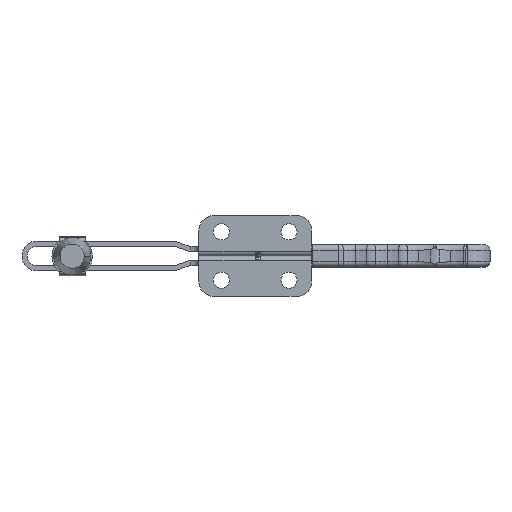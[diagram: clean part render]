
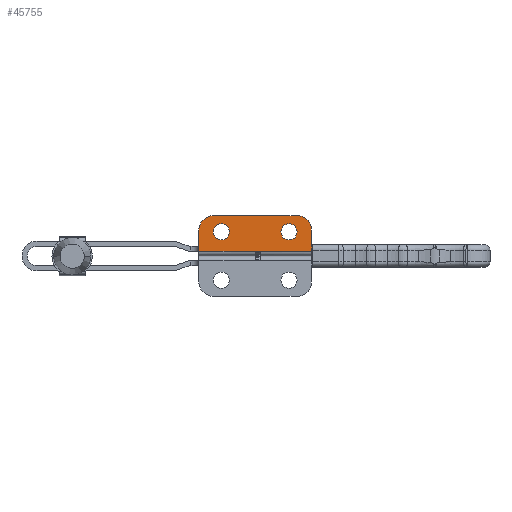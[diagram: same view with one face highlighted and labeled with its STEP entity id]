
A CAD part, front view. The second image highlights one B-rep face of the part: STEP entity #45755.
In plain terms, the highlighted planar face has unit normal (0, -1, 0).
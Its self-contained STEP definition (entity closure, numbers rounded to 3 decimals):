
#3 = EDGE_CURVE ( 'NONE', #20141, #5, #48538, .T. ) ;
#5 = VERTEX_POINT ( 'NONE', #48531 ) ;
#3352 = CARTESIAN_POINT ( 'NONE',  ( 56., 0., 10. ) ) ;
#20141 = VERTEX_POINT ( 'NONE', #3352 ) ;
#42633 = VERTEX_POINT ( 'NONE', #61262 ) ;
#44353 = EDGE_CURVE ( 'NONE', #42633, #88649, #65505, .T. ) ;
#44389 = ORIENTED_EDGE ( 'NONE', *, *, #44353, .T. ) ;
#44512 = VERTEX_POINT ( 'NONE', #66026 ) ;
#44697 = VERTEX_POINT ( 'NONE', #68042 ) ;
#44791 = ORIENTED_EDGE ( 'NONE', *, *, #45728, .F. ) ;
#45198 = VERTEX_POINT ( 'NONE', #70336 ) ;
#45355 = EDGE_LOOP ( 'NONE', ( #44389, #45778, #46061, #44791, #46030, #45667 ) ) ;
#45498 = EDGE_CURVE ( 'NONE', #45198, #44697, #72013, .T. ) ;
#45621 = EDGE_LOOP ( 'NONE', ( #46487, #46617 ) ) ;
#45667 = ORIENTED_EDGE ( 'NONE', *, *, #45932, .F. ) ;
#45728 = EDGE_CURVE ( 'NONE', #44697, #44512, #72875, .T. ) ;
#45755 = ADVANCED_FACE ( 'NONE', ( #73096, #73094, #73102 ), #73080, .F. ) ;
#45778 = ORIENTED_EDGE ( 'NONE', *, *, #88989, .T. ) ;
#45842 = EDGE_CURVE ( 'NONE', #44512, #89016, #73458, .T. ) ;
#45932 = EDGE_CURVE ( 'NONE', #42633, #45198, #73580, .T. ) ;
#45962 = EDGE_CURVE ( 'NONE', #88240, #88390, #73748, .T. ) ;
#46030 = ORIENTED_EDGE ( 'NONE', *, *, #45498, .F. ) ;
#46061 = ORIENTED_EDGE ( 'NONE', *, *, #45842, .F. ) ;
#46474 = EDGE_LOOP ( 'NONE', ( #46542, #46489 ) ) ;
#46487 = ORIENTED_EDGE ( 'NONE', *, *, #88955, .T. ) ;
#46489 = ORIENTED_EDGE ( 'NONE', *, *, #46749, .T. ) ;
#46542 = ORIENTED_EDGE ( 'NONE', *, *, #3, .T. ) ;
#46617 = ORIENTED_EDGE ( 'NONE', *, *, #45962, .T. ) ;
#46749 = EDGE_CURVE ( 'NONE', #5, #20141, #77326, .T. ) ;
#48531 = CARTESIAN_POINT ( 'NONE',  ( 56., 0., 20. ) ) ;
#48534 = DIRECTION ( 'NONE',  ( 0., 0., 1. ) ) ;
#48535 = DIRECTION ( 'NONE',  ( 0., 1., 0. ) ) ;
#48536 = CARTESIAN_POINT ( 'NONE',  ( 56., 0., 15. ) ) ;
#48537 = AXIS2_PLACEMENT_3D ( 'NONE', #48536, #48535, #48534 ) ;
#48538 = CIRCLE ( 'NONE', #48537, 5. ) ;
#61262 = CARTESIAN_POINT ( 'NONE',  ( 0., 0., 16. ) ) ;
#65465 = CARTESIAN_POINT ( 'NONE',  ( 0., 0., 3. ) ) ;
#65505 = LINE ( 'NONE', #65465, #65583 ) ;
#65582 = DIRECTION ( 'NONE',  ( 0., 0., -1. ) ) ;
#65583 = VECTOR ( 'NONE', #65582, 1000. ) ;
#66026 = CARTESIAN_POINT ( 'NONE',  ( 70., 0., 16. ) ) ;
#68042 = CARTESIAN_POINT ( 'NONE',  ( 61., 0., 25. ) ) ;
#70336 = CARTESIAN_POINT ( 'NONE',  ( 9., 0., 25. ) ) ;
#72007 = DIRECTION ( 'NONE',  ( 1., 0., 0. ) ) ;
#72008 = VECTOR ( 'NONE', #72007, 1000. ) ;
#72009 = CARTESIAN_POINT ( 'NONE',  ( 9., 0., 25. ) ) ;
#72013 = LINE ( 'NONE', #72009, #72008 ) ;
#72875 = CIRCLE ( 'NONE', #72995, 9. ) ;
#72919 = CARTESIAN_POINT ( 'NONE',  ( 61., 0., 16. ) ) ;
#72975 = DIRECTION ( 'NONE',  ( 0., 0., 1. ) ) ;
#72977 = DIRECTION ( 'NONE',  ( 0., 1., 0. ) ) ;
#72995 = AXIS2_PLACEMENT_3D ( 'NONE', #72919, #72977, #72975 ) ;
#73073 = DIRECTION ( 'NONE',  ( 0., 0., 1. ) ) ;
#73075 = DIRECTION ( 'NONE',  ( 0., 1., 0. ) ) ;
#73077 = CARTESIAN_POINT ( 'NONE',  ( 0., 0., 3. ) ) ;
#73078 = AXIS2_PLACEMENT_3D ( 'NONE', #73077, #73075, #73073 ) ;
#73080 = PLANE ( 'NONE',  #73078 ) ;
#73094 = FACE_BOUND ( 'NONE', #45621, .T. ) ;
#73096 = FACE_OUTER_BOUND ( 'NONE', #45355, .T. ) ;
#73102 = FACE_BOUND ( 'NONE', #46474, .T. ) ;
#73446 = DIRECTION ( 'NONE',  ( 0., 0., -1. ) ) ;
#73448 = VECTOR ( 'NONE', #73446, 1000. ) ;
#73457 = CARTESIAN_POINT ( 'NONE',  ( 70., 0., 3. ) ) ;
#73458 = LINE ( 'NONE', #73457, #73448 ) ;
#73551 = CARTESIAN_POINT ( 'NONE',  ( 9., 0., 16. ) ) ;
#73575 = CARTESIAN_POINT ( 'NONE',  ( 14., 0., 15. ) ) ;
#73577 = DIRECTION ( 'NONE',  ( 0., 0., 1. ) ) ;
#73578 = DIRECTION ( 'NONE',  ( 0., 1., 0. ) ) ;
#73579 = AXIS2_PLACEMENT_3D ( 'NONE', #73551, #73578, #73577 ) ;
#73580 = CIRCLE ( 'NONE', #73579, 9. ) ;
#73732 = DIRECTION ( 'NONE',  ( 0., 0., 1. ) ) ;
#73734 = DIRECTION ( 'NONE',  ( 0., 1., 0. ) ) ;
#73744 = AXIS2_PLACEMENT_3D ( 'NONE', #73575, #73734, #73732 ) ;
#73748 = CIRCLE ( 'NONE', #73744, 5. ) ;
#77326 = CIRCLE ( 'NONE', #77497, 5. ) ;
#77458 = CARTESIAN_POINT ( 'NONE',  ( 56., 0., 15. ) ) ;
#77474 = DIRECTION ( 'NONE',  ( 0., 0., 1. ) ) ;
#77493 = DIRECTION ( 'NONE',  ( 0., 1., 0. ) ) ;
#77497 = AXIS2_PLACEMENT_3D ( 'NONE', #77458, #77493, #77474 ) ;
#87324 = CARTESIAN_POINT ( 'NONE',  ( 14., 0., 10. ) ) ;
#87338 = CARTESIAN_POINT ( 'NONE',  ( 14., 0., 15. ) ) ;
#87345 = AXIS2_PLACEMENT_3D ( 'NONE', #87338, #87385, #87384 ) ;
#87361 = CARTESIAN_POINT ( 'NONE',  ( 0., 0., 3. ) ) ;
#87362 = CARTESIAN_POINT ( 'NONE',  ( 14., 0., 20. ) ) ;
#87375 = DIRECTION ( 'NONE',  ( 1., 0., 0. ) ) ;
#87381 = CARTESIAN_POINT ( 'NONE',  ( 0., 0., 3. ) ) ;
#87384 = DIRECTION ( 'NONE',  ( 0., 0., 1. ) ) ;
#87385 = DIRECTION ( 'NONE',  ( 0., 1., 0. ) ) ;
#87396 = CIRCLE ( 'NONE', #87345, 5. ) ;
#87424 = VECTOR ( 'NONE', #87375, 1000. ) ;
#87434 = LINE ( 'NONE', #87381, #87424 ) ;
#87493 = CARTESIAN_POINT ( 'NONE',  ( 70., 0., 3. ) ) ;
#88240 = VERTEX_POINT ( 'NONE', #87362 ) ;
#88390 = VERTEX_POINT ( 'NONE', #87324 ) ;
#88649 = VERTEX_POINT ( 'NONE', #87361 ) ;
#88955 = EDGE_CURVE ( 'NONE', #88390, #88240, #87396, .T. ) ;
#88989 = EDGE_CURVE ( 'NONE', #88649, #89016, #87434, .T. ) ;
#89016 = VERTEX_POINT ( 'NONE', #87493 ) ;
